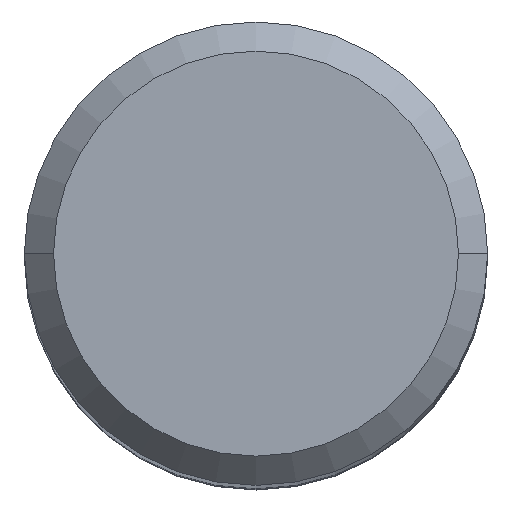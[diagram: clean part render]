
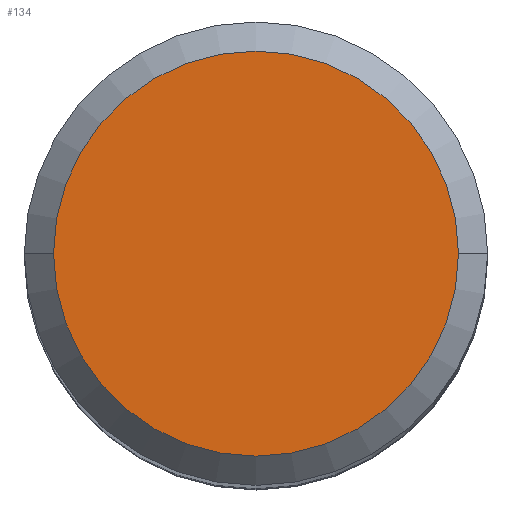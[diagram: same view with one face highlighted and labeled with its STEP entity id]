
A CAD part, top view. The second image highlights one B-rep face of the part: STEP entity #134.
In plain terms, the highlighted planar face has unit normal (0, 0, 1).
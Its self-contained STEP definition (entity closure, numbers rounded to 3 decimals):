
#32=PLANE('',#984);
#134=ADVANCED_FACE('',(#190),#32,.F.);
#190=FACE_OUTER_BOUND('',#240,.T.);
#240=EDGE_LOOP('',(#420,#421,#422,#423));
#420=ORIENTED_EDGE('',*,*,#628,.T.);
#421=ORIENTED_EDGE('',*,*,#629,.T.);
#422=ORIENTED_EDGE('',*,*,#630,.T.);
#423=ORIENTED_EDGE('',*,*,#631,.T.);
#525=VERTEX_POINT('',#2104);
#526=VERTEX_POINT('',#2105);
#527=VERTEX_POINT('',#2107);
#528=VERTEX_POINT('',#2109);
#628=EDGE_CURVE('',#525,#526,#743,.T.);
#629=EDGE_CURVE('',#526,#527,#744,.T.);
#630=EDGE_CURVE('',#527,#528,#745,.T.);
#631=EDGE_CURVE('',#528,#525,#746,.T.);
#743=CIRCLE('',#980,8.325);
#744=CIRCLE('',#981,8.325);
#745=CIRCLE('',#982,8.325);
#746=CIRCLE('',#983,8.325);
#980=AXIS2_PLACEMENT_3D('',#2103,#1188,#1189);
#981=AXIS2_PLACEMENT_3D('',#2106,#1190,#1191);
#982=AXIS2_PLACEMENT_3D('',#2108,#1192,#1193);
#983=AXIS2_PLACEMENT_3D('',#2110,#1194,#1195);
#984=AXIS2_PLACEMENT_3D('',#2111,#1196,#1197);
#1188=DIRECTION('',(0.,0.,1.));
#1189=DIRECTION('',(0.,1.,0.));
#1190=DIRECTION('',(0.,0.,1.));
#1191=DIRECTION('',(-1.,0.,0.));
#1192=DIRECTION('',(0.,0.,1.));
#1193=DIRECTION('',(0.,-1.,0.));
#1194=DIRECTION('',(0.,0.,1.));
#1195=DIRECTION('',(1.,0.,0.));
#1196=DIRECTION('',(0.,0.,-1.));
#1197=DIRECTION('',(-1.,0.,0.));
#2103=CARTESIAN_POINT('',(0.,0.,38.04));
#2104=CARTESIAN_POINT('',(0.,8.325,38.04));
#2105=CARTESIAN_POINT('',(-8.325,0.,38.04));
#2106=CARTESIAN_POINT('',(0.,0.,38.04));
#2107=CARTESIAN_POINT('',(0.,-8.325,38.04));
#2108=CARTESIAN_POINT('',(0.,0.,38.04));
#2109=CARTESIAN_POINT('',(8.325,0.,38.04));
#2110=CARTESIAN_POINT('',(0.,0.,38.04));
#2111=CARTESIAN_POINT('',(0.,0.,38.04));
